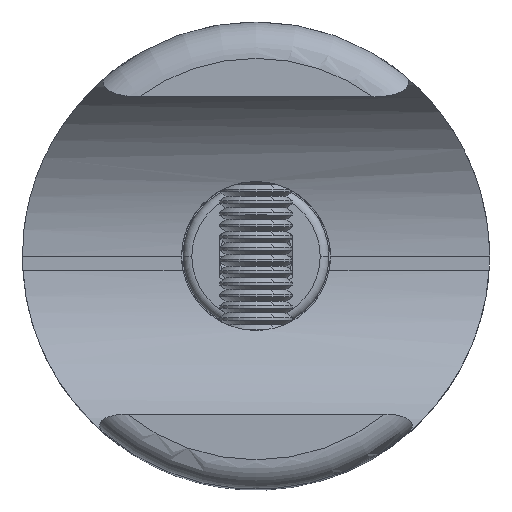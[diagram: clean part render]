
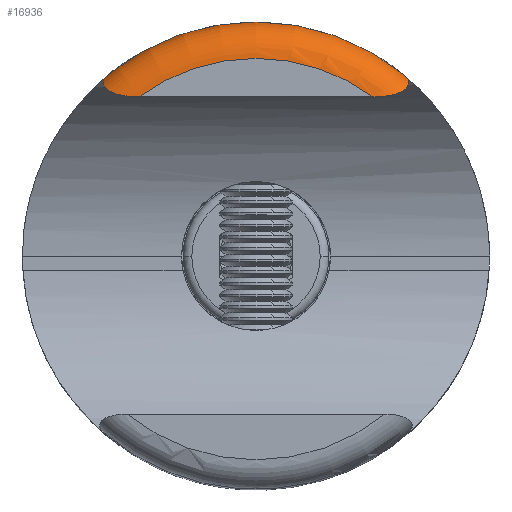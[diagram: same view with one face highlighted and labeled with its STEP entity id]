
A CAD part, top view. The second image highlights one B-rep face of the part: STEP entity #16936.
In plain terms, the highlighted toroidal (fillet/blend) face has major radius 13.5 mm and minor radius 2.5 mm.
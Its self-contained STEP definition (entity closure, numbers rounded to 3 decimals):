
#124 = CARTESIAN_POINT ( 'NONE',  ( 10.454, 11.75, 33.65 ) ) ;
#223 = CARTESIAN_POINT ( 'NONE',  ( 10.287, 11.471, 34.118 ) ) ;
#1078 = VERTEX_POINT ( 'NONE', #20932 ) ;
#1876 = CARTESIAN_POINT ( 'NONE',  ( -8.38, 10.88, 34.992 ) ) ;
#1926 = CARTESIAN_POINT ( 'NONE',  ( 0., 0., 32.5 ) ) ;
#2012 = DIRECTION ( 'NONE',  ( 1., 0., 0. ) ) ;
#2279 = CARTESIAN_POINT ( 'NONE',  ( 10.193, 11.383, 34.258 ) ) ;
#2611 = DIRECTION ( 'NONE',  ( 1., 0., 0. ) ) ;
#3533 = EDGE_LOOP ( 'NONE', ( #6540, #27816, #12035, #17487 ) ) ;
#3596 = CIRCLE ( 'NONE', #4294, 13.5 ) ;
#3861 = CARTESIAN_POINT ( 'NONE',  ( -9.951, 11.218, 34.512 ) ) ;
#3959 = CARTESIAN_POINT ( 'NONE',  ( -8., 10.874, 35. ) ) ;
#4294 = AXIS2_PLACEMENT_3D ( 'NONE', #8537, #18570, #23372 ) ;
#4468 = CARTESIAN_POINT ( 'NONE',  ( 10.138, 11.34, 34.325 ) ) ;
#4563 = CARTESIAN_POINT ( 'NONE',  ( 10.463, 11.932, 33.318 ) ) ;
#5855 = TOROIDAL_SURFACE ( 'NONE', #12745, 13.5, 2.5 ) ;
#6144 = CARTESIAN_POINT ( 'NONE',  ( -10.35, 12.182, 32.82 ) ) ;
#6540 = ORIENTED_EDGE ( 'NONE', *, *, #10954, .F. ) ;
#6554 = CARTESIAN_POINT ( 'NONE',  ( 10.439, 12.02, 33.148 ) ) ;
#7208 = VERTEX_POINT ( 'NONE', #27648 ) ;
#7956 = CARTESIAN_POINT ( 'NONE',  ( -10.284, 11.468, 34.123 ) ) ;
#8262 = EDGE_CURVE ( 'NONE', #11859, #1078, #3596, .T. ) ;
#8537 = CARTESIAN_POINT ( 'NONE',  ( 0., 0., 35. ) ) ;
#8633 = CARTESIAN_POINT ( 'NONE',  ( 9.956, 11.221, 34.508 ) ) ;
#9014 = CARTESIAN_POINT ( 'NONE',  ( 10.421, 11.654, 33.816 ) ) ;
#10130 = CARTESIAN_POINT ( 'NONE',  ( -10.42, 11.652, 33.82 ) ) ;
#10168 = EDGE_CURVE ( 'NONE', #1078, #14529, #18651, .T. ) ;
#10498 = CARTESIAN_POINT ( 'NONE',  ( -9.479, 11.036, 34.776 ) ) ;
#10814 = CARTESIAN_POINT ( 'NONE',  ( 9.483, 11.037, 34.775 ) ) ;
#10954 = EDGE_CURVE ( 'NONE', #7208, #11859, #25935, .T. ) ;
#10992 = CARTESIAN_POINT ( 'NONE',  ( 10.349, 12.184, 32.817 ) ) ;
#11701 = DIRECTION ( 'NONE',  ( 0., 0., 1. ) ) ;
#11859 = VERTEX_POINT ( 'NONE', #26396 ) ;
#12035 = ORIENTED_EDGE ( 'NONE', *, *, #10168, .F. ) ;
#12306 = CARTESIAN_POINT ( 'NONE',  ( -10.44, 12.018, 33.152 ) ) ;
#12396 = CARTESIAN_POINT ( 'NONE',  ( -8.19, 10.874, 35. ) ) ;
#12486 = CARTESIAN_POINT ( 'NONE',  ( -9.802, 11.148, 34.614 ) ) ;
#12745 = AXIS2_PLACEMENT_3D ( 'NONE', #24249, #11701, #2611 ) ;
#12981 = CARTESIAN_POINT ( 'NONE',  ( 9.305, 10.993, 34.836 ) ) ;
#14474 = CARTESIAN_POINT ( 'NONE',  ( -10.198, 12.329, 32.5 ) ) ;
#14529 = VERTEX_POINT ( 'NONE', #18429 ) ;
#14562 = CARTESIAN_POINT ( 'NONE',  ( -9.306, 10.993, 34.836 ) ) ;
#16916 = CARTESIAN_POINT ( 'NONE',  ( -10.19, 11.38, 34.262 ) ) ;
#16936 = ADVANCED_FACE ( 'NONE', ( #23402 ), #5855, .T. ) ;
#17005 = CARTESIAN_POINT ( 'NONE',  ( -8.756, 10.907, 34.956 ) ) ;
#17047 = DIRECTION ( 'NONE',  ( 0., 0., -1. ) ) ;
#17237 = EDGE_CURVE ( 'NONE', #14529, #7208, #17623, .T. ) ;
#17316 = CARTESIAN_POINT ( 'NONE',  ( 8.761, 10.896, 34.971 ) ) ;
#17413 = CARTESIAN_POINT ( 'NONE',  ( 10.283, 12.259, 32.657 ) ) ;
#17487 = ORIENTED_EDGE ( 'NONE', *, *, #8262, .F. ) ;
#17502 = CARTESIAN_POINT ( 'NONE',  ( 8., 10.874, 35. ) ) ;
#17623 = CIRCLE ( 'NONE', #17996, 16. ) ;
#17996 = AXIS2_PLACEMENT_3D ( 'NONE', #1926, #17047, #2012 ) ;
#18429 = CARTESIAN_POINT ( 'NONE',  ( -10.198, 12.329, 32.5 ) ) ;
#18570 = DIRECTION ( 'NONE',  ( 0., 0., 1. ) ) ;
#18651 = B_SPLINE_CURVE_WITH_KNOTS ( 'NONE', 3,
 ( #3959, #12396, #1876, #17005, #23165, #14562, #10498, #12486, #3861, #19012, #16916, #7956, #19106, #10130, #21267, #25233, #12306, #6144, #27393, #14474 ),
 .UNSPECIFIED., .F., .F.,
 ( 4, 2, 2, 2, 2, 2, 2, 2, 2, 4 ),
 ( 0.021, 0.021, 0.022, 0.022, 0.023, 0.023, 0.024, 0.024, 0.025, 0.025 ),
 .UNSPECIFIED. ) ;
#19012 = CARTESIAN_POINT ( 'NONE',  ( -10.134, 11.337, 34.329 ) ) ;
#19106 = CARTESIAN_POINT ( 'NONE',  ( -10.324, 11.513, 34.05 ) ) ;
#19589 = CARTESIAN_POINT ( 'NONE',  ( 10.326, 11.517, 34.045 ) ) ;
#19678 = CARTESIAN_POINT ( 'NONE',  ( 10.198, 12.329, 32.5 ) ) ;
#20932 = CARTESIAN_POINT ( 'NONE',  ( -8., 10.874, 35. ) ) ;
#21267 = CARTESIAN_POINT ( 'NONE',  ( -10.453, 11.747, 33.655 ) ) ;
#21662 = CARTESIAN_POINT ( 'NONE',  ( 8.377, 10.874, 35. ) ) ;
#23165 = CARTESIAN_POINT ( 'NONE',  ( -8.944, 10.928, 34.926 ) ) ;
#23372 = DIRECTION ( 'NONE',  ( 1., 0., 0. ) ) ;
#23402 = FACE_OUTER_BOUND ( 'NONE', #3533, .T. ) ;
#23738 = CARTESIAN_POINT ( 'NONE',  ( 9.808, 11.15, 34.611 ) ) ;
#24249 = CARTESIAN_POINT ( 'NONE',  ( 0., 0., 32.5 ) ) ;
#25233 = CARTESIAN_POINT ( 'NONE',  ( -10.463, 11.93, 33.321 ) ) ;
#25935 = B_SPLINE_CURVE_WITH_KNOTS ( 'NONE', 3,
 ( #19678, #17413, #10992, #6554, #4563, #124, #9014, #19589, #223, #2279, #4468, #8633, #23738, #10814, #12981, #17316, #21662, #17502 ),
 .UNSPECIFIED., .F., .F.,
 ( 4, 2, 2, 2, 2, 2, 2, 2, 4 ),
 ( 0., 0.001, 0.001, 0.002, 0.002, 0.002, 0.003, 0.003, 0.005 ),
 .UNSPECIFIED. ) ;
#26396 = CARTESIAN_POINT ( 'NONE',  ( 8., 10.874, 35. ) ) ;
#27393 = CARTESIAN_POINT ( 'NONE',  ( -10.283, 12.259, 32.657 ) ) ;
#27648 = CARTESIAN_POINT ( 'NONE',  ( 10.198, 12.329, 32.5 ) ) ;
#27816 = ORIENTED_EDGE ( 'NONE', *, *, #17237, .F. ) ;
